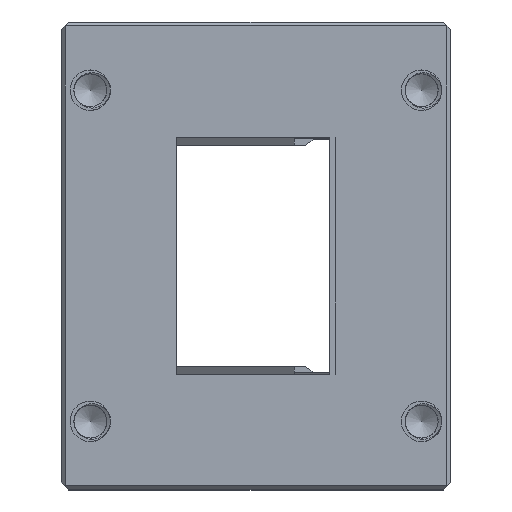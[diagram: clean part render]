
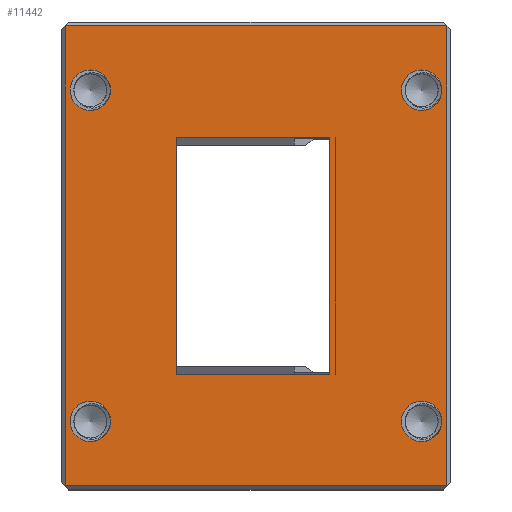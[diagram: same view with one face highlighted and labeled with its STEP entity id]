
A CAD part, top view. The second image highlights one B-rep face of the part: STEP entity #11442.
In plain terms, the highlighted planar face has unit normal (0, 0, 1).
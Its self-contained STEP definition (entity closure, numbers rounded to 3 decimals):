
#92=FACE_BOUND('',#1298,.T.);
#93=FACE_BOUND('',#1299,.T.);
#94=FACE_BOUND('',#1300,.T.);
#95=FACE_BOUND('',#1301,.T.);
#96=FACE_BOUND('',#1302,.T.);
#218=PLANE('',#12154);
#634=FACE_OUTER_BOUND('',#1297,.T.);
#1297=EDGE_LOOP('',(#9145,#9146,#9147,#9148));
#1298=EDGE_LOOP('',(#9149));
#1299=EDGE_LOOP('',(#9150));
#1300=EDGE_LOOP('',(#9151));
#1301=EDGE_LOOP('',(#9152));
#1302=EDGE_LOOP('',(#9153,#9154,#9155,#9156));
#1671=CIRCLE('',#12155,2.6);
#1672=CIRCLE('',#12156,2.6);
#1673=CIRCLE('',#12157,2.6);
#1674=CIRCLE('',#12158,2.6);
#3010=LINE('',#31193,#3790);
#3045=LINE('',#31280,#3825);
#3047=LINE('',#31283,#3827);
#3053=LINE('',#31293,#3833);
#3058=LINE('',#31317,#3838);
#3059=LINE('',#31319,#3839);
#3060=LINE('',#31321,#3840);
#3061=LINE('',#31322,#3841);
#3790=VECTOR('',#13740,10.);
#3825=VECTOR('',#13801,10.);
#3827=VECTOR('',#13805,10.);
#3833=VECTOR('',#13815,10.);
#3838=VECTOR('',#13838,10.);
#3839=VECTOR('',#13839,10.);
#3840=VECTOR('',#13840,10.);
#3841=VECTOR('',#13841,10.);
#4786=VERTEX_POINT('',#31183);
#4789=VERTEX_POINT('',#31191);
#4824=VERTEX_POINT('',#31267);
#4828=VERTEX_POINT('',#31279);
#4835=VERTEX_POINT('',#31307);
#4836=VERTEX_POINT('',#31309);
#4837=VERTEX_POINT('',#31311);
#4838=VERTEX_POINT('',#31313);
#4839=VERTEX_POINT('',#31315);
#4840=VERTEX_POINT('',#31316);
#4841=VERTEX_POINT('',#31318);
#4842=VERTEX_POINT('',#31320);
#6300=EDGE_CURVE('',#4789,#4786,#3010,.T.);
#6343=EDGE_CURVE('',#4824,#4828,#3045,.T.);
#6345=EDGE_CURVE('',#4786,#4824,#3047,.T.);
#6351=EDGE_CURVE('',#4828,#4789,#3053,.T.);
#6358=EDGE_CURVE('',#4835,#4835,#1671,.T.);
#6359=EDGE_CURVE('',#4836,#4836,#1672,.T.);
#6360=EDGE_CURVE('',#4837,#4837,#1673,.T.);
#6361=EDGE_CURVE('',#4838,#4838,#1674,.T.);
#6362=EDGE_CURVE('',#4839,#4840,#3058,.T.);
#6363=EDGE_CURVE('',#4841,#4840,#3059,.T.);
#6364=EDGE_CURVE('',#4841,#4842,#3060,.T.);
#6365=EDGE_CURVE('',#4842,#4839,#3061,.T.);
#9145=ORIENTED_EDGE('',*,*,#6351,.F.);
#9146=ORIENTED_EDGE('',*,*,#6343,.F.);
#9147=ORIENTED_EDGE('',*,*,#6345,.F.);
#9148=ORIENTED_EDGE('',*,*,#6300,.F.);
#9149=ORIENTED_EDGE('',*,*,#6358,.T.);
#9150=ORIENTED_EDGE('',*,*,#6359,.T.);
#9151=ORIENTED_EDGE('',*,*,#6360,.T.);
#9152=ORIENTED_EDGE('',*,*,#6361,.T.);
#9153=ORIENTED_EDGE('',*,*,#6362,.T.);
#9154=ORIENTED_EDGE('',*,*,#6363,.F.);
#9155=ORIENTED_EDGE('',*,*,#6364,.T.);
#9156=ORIENTED_EDGE('',*,*,#6365,.T.);
#11442=ADVANCED_FACE('',(#634,#92,#93,#94,#95,#96),#218,.T.);
#12154=AXIS2_PLACEMENT_3D('',#31306,#13828,#13829);
#12155=AXIS2_PLACEMENT_3D('',#31308,#13830,#13831);
#12156=AXIS2_PLACEMENT_3D('',#31310,#13832,#13833);
#12157=AXIS2_PLACEMENT_3D('',#31312,#13834,#13835);
#12158=AXIS2_PLACEMENT_3D('',#31314,#13836,#13837);
#13740=DIRECTION('',(1.,0.,0.));
#13801=DIRECTION('',(-1.,0.,0.));
#13805=DIRECTION('',(0.,-1.,0.));
#13815=DIRECTION('',(0.,1.,0.));
#13828=DIRECTION('center_axis',(0.,0.,1.));
#13829=DIRECTION('ref_axis',(1.,0.,0.));
#13830=DIRECTION('center_axis',(0.,0.,-1.));
#13831=DIRECTION('ref_axis',(1.,0.,0.));
#13832=DIRECTION('center_axis',(0.,0.,-1.));
#13833=DIRECTION('ref_axis',(1.,0.,0.));
#13834=DIRECTION('center_axis',(0.,0.,-1.));
#13835=DIRECTION('ref_axis',(1.,0.,0.));
#13836=DIRECTION('center_axis',(0.,0.,-1.));
#13837=DIRECTION('ref_axis',(1.,0.,0.));
#13838=DIRECTION('',(0.,-1.,0.));
#13839=DIRECTION('',(1.,0.,0.));
#13840=DIRECTION('',(0.,1.,0.));
#13841=DIRECTION('',(1.,0.,0.));
#31183=CARTESIAN_POINT('',(24.5,29.5,11.157));
#31191=CARTESIAN_POINT('',(-24.5,29.5,11.157));
#31193=CARTESIAN_POINT('',(-18.078,29.5,11.157));
#31267=CARTESIAN_POINT('',(24.5,-29.5,11.157));
#31279=CARTESIAN_POINT('',(-24.5,-29.5,11.157));
#31280=CARTESIAN_POINT('',(6.922,-29.5,11.157));
#31283=CARTESIAN_POINT('',(24.5,0.,11.157));
#31293=CARTESIAN_POINT('',(-24.5,-12.5,11.157));
#31306=CARTESIAN_POINT('Origin',(-11.157,0.,11.157));
#31307=CARTESIAN_POINT('',(18.65,-21.25,11.157));
#31308=CARTESIAN_POINT('Origin',(21.25,-21.25,11.157));
#31309=CARTESIAN_POINT('',(-23.85,-21.25,11.157));
#31310=CARTESIAN_POINT('Origin',(-21.25,-21.25,11.157));
#31311=CARTESIAN_POINT('',(-23.85,21.25,11.157));
#31312=CARTESIAN_POINT('Origin',(-21.25,21.25,11.157));
#31313=CARTESIAN_POINT('',(18.65,21.25,11.157));
#31314=CARTESIAN_POINT('Origin',(21.25,21.25,11.157));
#31315=CARTESIAN_POINT('',(9.44,15.2,11.157));
#31316=CARTESIAN_POINT('',(9.44,-15.2,11.157));
#31317=CARTESIAN_POINT('',(9.44,7.6,11.157));
#31318=CARTESIAN_POINT('',(-10.218,-15.2,11.157));
#31319=CARTESIAN_POINT('',(-0.858,-15.2,11.157));
#31320=CARTESIAN_POINT('',(-10.218,15.2,11.157));
#31321=CARTESIAN_POINT('',(-10.218,-8.5,11.157));
#31322=CARTESIAN_POINT('',(-10.687,15.2,11.157));
